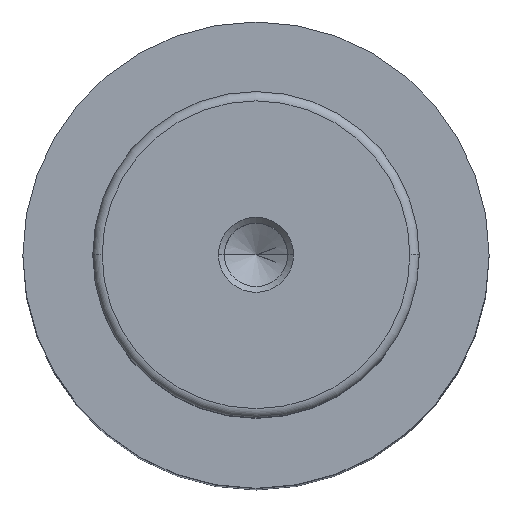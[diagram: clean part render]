
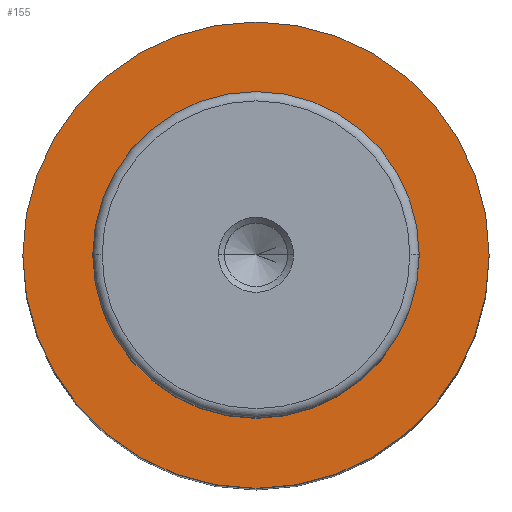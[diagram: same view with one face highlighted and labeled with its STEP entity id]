
A CAD part, top view. The second image highlights one B-rep face of the part: STEP entity #155.
In plain terms, the highlighted planar face has unit normal (0, 0, 1).
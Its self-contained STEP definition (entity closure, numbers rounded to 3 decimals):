
#19 = CARTESIAN_POINT ( 'NONE',  ( -17.5, 0., 102. ) ) ;
#43 = CARTESIAN_POINT ( 'NONE',  ( 25., 0., 102. ) ) ;
#105 = DIRECTION ( 'NONE',  ( 0., 0., -1. ) ) ;
#155 = ADVANCED_FACE ( 'NONE', ( #527, #747 ), #314, .T. ) ;
#171 = VERTEX_POINT ( 'NONE', #592 ) ;
#209 = DIRECTION ( 'NONE',  ( -1., 0., 0. ) ) ;
#215 = DIRECTION ( 'NONE',  ( 0., 0., -1. ) ) ;
#227 = EDGE_CURVE ( 'NONE', #1069, #171, #691, .T. ) ;
#244 = CIRCLE ( 'NONE', #954, 25. ) ;
#267 = ORIENTED_EDGE ( 'NONE', *, *, #364, .F. ) ;
#314 = PLANE ( 'NONE',  #795 ) ;
#364 = EDGE_CURVE ( 'NONE', #388, #725, #689, .T. ) ;
#388 = VERTEX_POINT ( 'NONE', #43 ) ;
#397 = CARTESIAN_POINT ( 'NONE',  ( -25., 0., 102. ) ) ;
#476 = CARTESIAN_POINT ( 'NONE',  ( 0., 0., 102. ) ) ;
#496 = DIRECTION ( 'NONE',  ( 1., 0., 0. ) ) ;
#516 = CARTESIAN_POINT ( 'NONE',  ( 0., 0., 102. ) ) ;
#527 = FACE_BOUND ( 'NONE', #841, .T. ) ;
#592 = CARTESIAN_POINT ( 'NONE',  ( -17.5, 0., 102. ) ) ;
#652 = EDGE_CURVE ( 'NONE', #725, #388, #244, .T. ) ;
#689 = CIRCLE ( 'NONE', #766, 25. ) ;
#691 = CIRCLE ( 'NONE', #1081, 17.5 ) ;
#717 = EDGE_CURVE ( 'NONE', #171, #1069, #1019, .T. ) ;
#725 = VERTEX_POINT ( 'NONE', #397 ) ;
#747 = FACE_OUTER_BOUND ( 'NONE', #1045, .T. ) ;
#760 = CARTESIAN_POINT ( 'NONE',  ( 0., 0., 102. ) ) ;
#766 = AXIS2_PLACEMENT_3D ( 'NONE', #516, #1080, #1066 ) ;
#780 = DIRECTION ( 'NONE',  ( -1., 0., 0. ) ) ;
#795 = AXIS2_PLACEMENT_3D ( 'NONE', #19, #875, #496 ) ;
#800 = ORIENTED_EDGE ( 'NONE', *, *, #227, .T. ) ;
#841 = EDGE_LOOP ( 'NONE', ( #891, #800 ) ) ;
#875 = DIRECTION ( 'NONE',  ( 0., 0., 1. ) ) ;
#891 = ORIENTED_EDGE ( 'NONE', *, *, #717, .T. ) ;
#949 = DIRECTION ( 'NONE',  ( 0., 0., -1. ) ) ;
#954 = AXIS2_PLACEMENT_3D ( 'NONE', #760, #105, #1034 ) ;
#1012 = CARTESIAN_POINT ( 'NONE',  ( 17.5, 0., 102. ) ) ;
#1019 = CIRCLE ( 'NONE', #1054, 17.5 ) ;
#1034 = DIRECTION ( 'NONE',  ( -1., 0., 0. ) ) ;
#1045 = EDGE_LOOP ( 'NONE', ( #1086, #267 ) ) ;
#1052 = CARTESIAN_POINT ( 'NONE',  ( 0., 0., 102. ) ) ;
#1054 = AXIS2_PLACEMENT_3D ( 'NONE', #476, #949, #209 ) ;
#1066 = DIRECTION ( 'NONE',  ( -1., 0., 0. ) ) ;
#1069 = VERTEX_POINT ( 'NONE', #1012 ) ;
#1080 = DIRECTION ( 'NONE',  ( 0., 0., -1. ) ) ;
#1081 = AXIS2_PLACEMENT_3D ( 'NONE', #1052, #215, #780 ) ;
#1086 = ORIENTED_EDGE ( 'NONE', *, *, #652, .F. ) ;
